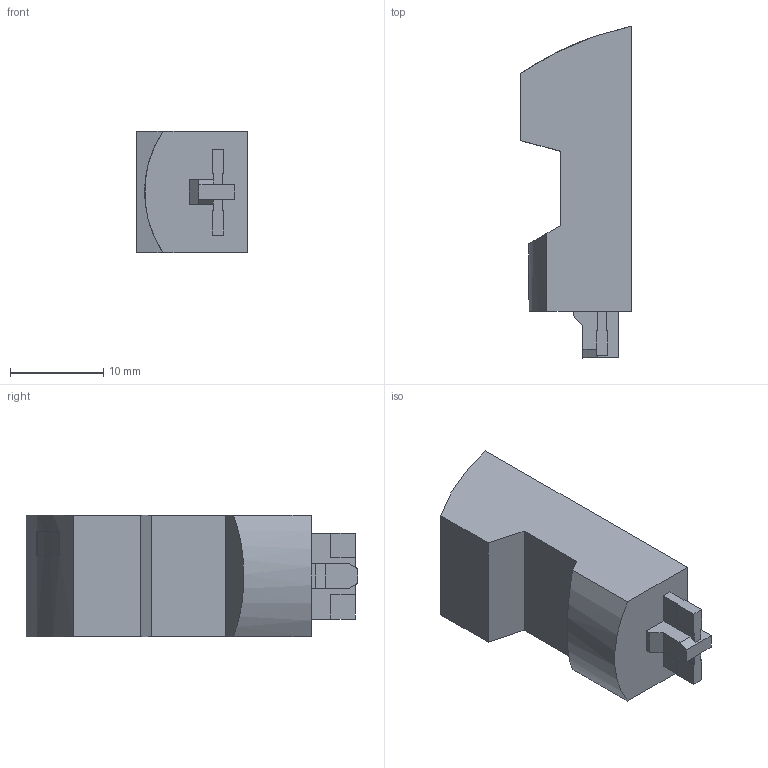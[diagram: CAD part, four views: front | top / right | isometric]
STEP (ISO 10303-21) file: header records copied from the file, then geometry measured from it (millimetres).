
FILE_DESCRIPTION(('SolidDesigner STEP Export'),'2;1');
FILE_NAME('2900944_RIF_LV_120_230_AC_110_DC-select.stp','2013-10-10T13:40:21',(''),(''),'Creo Elements/Direct Modeling STEP processor for AP214 (Solid Model)','Creo Elements/Direct Modeling 18.1B 29-Sep-2012 (C) Parametric Technology GmbH','');
FILE_SCHEMA(('AUTOMOTIVE_DESIGN { 1 0 10303 214 1 1 1 1 }'));
Length unit declared in the file: millimetre
Products named in the file (2): 2900944_RIF_LV_120_230_AC_110_DC-select
Assembly tree (1 placements, depth 2):
  2900944_RIF_LV_120_230_AC_110_DC-select
    2900944_RIF_LV_120_230_AC_110_DC-select
Bounding box: 11.88 x 35.5 x 13 mm (x, y, z)
Volume: 3780.6 mm3; surface area: 1779.9 mm2
Topology: 1 solids, 1 shells, 48 faces, 130 edges, 86 vertices
Faces by surface type: plane 45, cylinder 3
Entity records: 1875 total; most frequent: ORIENTED_EDGE 260, CARTESIAN_POINT 258, DIRECTION 222, EDGE_CURVE 130, VECTOR 122, LINE 122, VERTEX_POINT 86, AXIS2_PLACEMENT_3D 50
